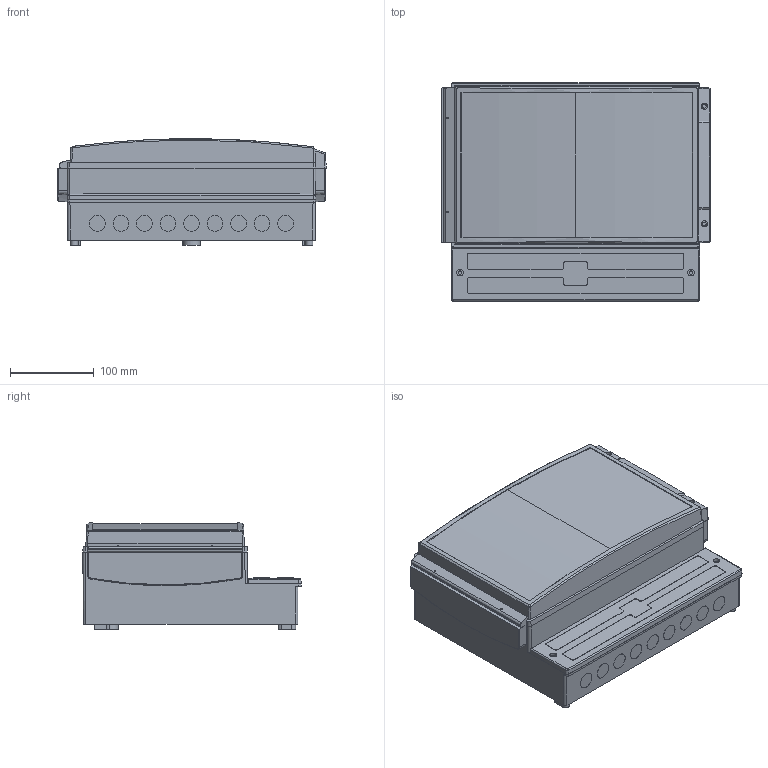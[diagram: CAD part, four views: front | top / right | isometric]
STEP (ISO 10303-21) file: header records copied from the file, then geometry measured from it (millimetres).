
FILE_DESCRIPTION (( 'STEP AP214' ), '1' );
FILE_NAME ('7585019_FIBOX_CM30_25-3.STEP', '2022-11-07T08:15:14', ( 'fiboxadmin' ), ( '' ), 'SwSTEP 2.0', 'SolidWorks 2021', '' );
FILE_SCHEMA (( 'AUTOMOTIVE_DESIGN' ));
Length unit declared in the file: millimetre
Products named in the file (4): FIBOX_CM3025-3TC; FIBOX_CM3025-3C; 7585019_FIBOX_CM30_25-3; FIBOX_CM3025-30B
Assembly tree (3 placements, depth 2):
  7585019_FIBOX_CM30_25-3
    FIBOX_CM3025-30B
    FIBOX_CM3025-3C
    FIBOX_CM3025-3TC
Bounding box: 319.8 x 260 x 127.01 mm (x, y, z)
Volume: 1229795.4 mm3; surface area: 598396 mm2
Topology: 3 solids, 3 shells, 803 faces, 2089 edges, 1385 vertices
Faces by surface type: plane 579, cylinder 174, cone 33, bspline 10, torus 7
Entity records: 24851 total; most frequent: CARTESIAN_POINT 4812, ORIENTED_EDGE 4178, DIRECTION 3980, EDGE_CURVE 2089, LINE 1624, VECTOR 1624, VERTEX_POINT 1385, AXIS2_PLACEMENT_3D 1178
